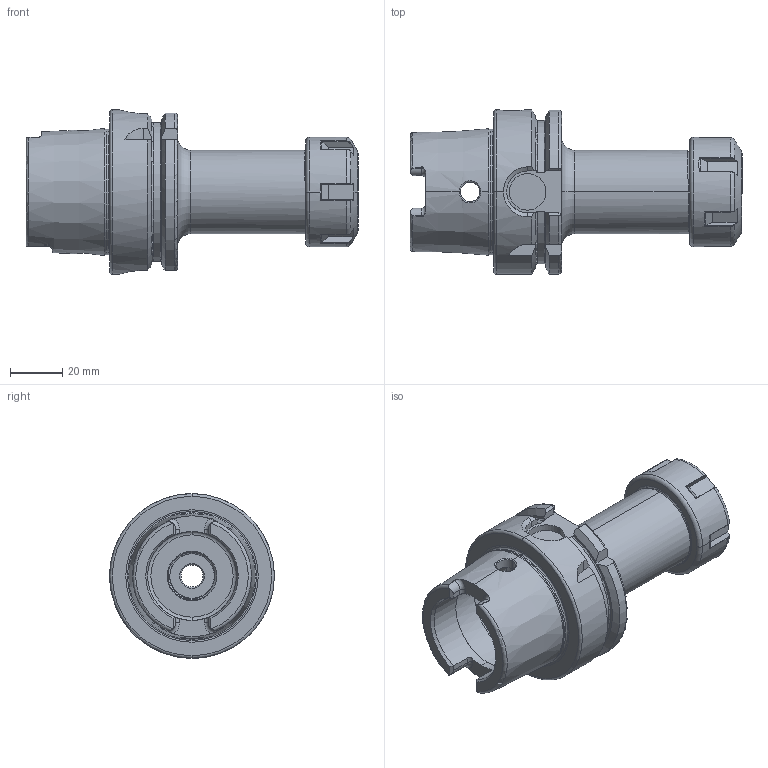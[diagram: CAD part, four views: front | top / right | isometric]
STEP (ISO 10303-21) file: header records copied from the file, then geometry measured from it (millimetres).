
FILE_DESCRIPTION (( 'STEP AP203' ), '1' );
FILE_NAME ('A63.02.16.STEP', '2016-11-26T03:14:09', ( '' ), ( '' ), 'SwSTEP 2.0', 'SolidWorks 2012', '' );
FILE_SCHEMA (( 'CONFIG_CONTROL_DESIGN' ));
Length unit declared in the file: millimetre
Products named in the file (3): A63.02.16; 2-01.100.0250200C7_ER25螺帽(六溝)
Assembly tree (2 placements, depth 2):
  A63.02.16
    A63.02.16
    2-01.100.0250200C7_ER25螺帽(六溝)
Bounding box: 127.1 x 63 x 63 mm (x, y, z)
Volume: 125792.4 mm3; surface area: 40989.2 mm2
Topology: 2 solids, 2 shells, 372 faces, 984 edges, 621 vertices
Faces by surface type: cylinder 125, plane 100, torus 61, bspline 54, cone 32
Entity records: 27681 total; most frequent: CARTESIAN_POINT 19199, ORIENTED_EDGE 1964, DIRECTION 1423, EDGE_CURVE 982, VERTEX_POINT 621, AXIS2_PLACEMENT_3D 569, EDGE_LOOP 387, FACE_OUTER_BOUND 372
